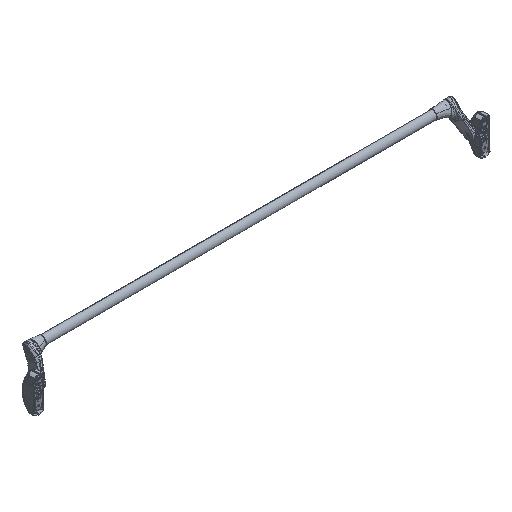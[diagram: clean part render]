
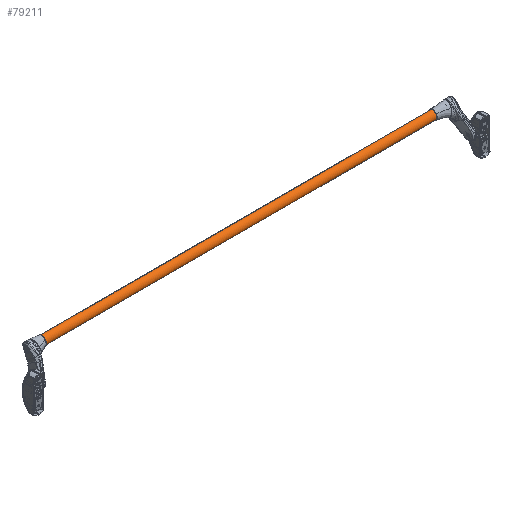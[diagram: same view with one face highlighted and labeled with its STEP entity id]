
A CAD part, isometric view. The second image highlights one B-rep face of the part: STEP entity #79211.
In plain terms, the highlighted face is a extrusion surface.
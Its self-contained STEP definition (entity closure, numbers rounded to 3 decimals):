
#78912=CARTESIAN_POINT('',(-750.,70.555,63.832));
#78938=CARTESIAN_POINT('',(-750.,87.331,88.703));
#78940=CARTESIAN_POINT('',(-750.,87.331,88.703));
#78941=CARTESIAN_POINT('',(-750.,86.793,89.065));
#78942=CARTESIAN_POINT('',(-750.,85.591,89.687));
#78943=CARTESIAN_POINT('',(-750.,83.431,90.184));
#78944=CARTESIAN_POINT('',(-750.,80.997,90.14));
#78945=CARTESIAN_POINT('',(-750.,78.422,89.505));
#78946=CARTESIAN_POINT('',(-750.,76.295,88.501));
#78947=CARTESIAN_POINT('',(-750.,74.685,87.46));
#78948=CARTESIAN_POINT('',(-750.,73.539,86.578));
#78949=CARTESIAN_POINT('',(-750.,72.469,85.613));
#78950=CARTESIAN_POINT('',(-750.,71.486,84.586));
#78951=CARTESIAN_POINT('',(-750.,70.746,83.694));
#78952=CARTESIAN_POINT('',(-750.,70.202,82.967));
#78953=CARTESIAN_POINT('',(-750.,69.821,82.42));
#78954=CARTESIAN_POINT('',(-750.,69.457,81.862));
#78955=CARTESIAN_POINT('',(-750.,68.987,81.085));
#78956=CARTESIAN_POINT('',(-750.,68.437,80.065));
#78957=CARTESIAN_POINT('',(-750.,67.852,78.769));
#78958=CARTESIAN_POINT('',(-750.,67.359,77.416));
#78959=CARTESIAN_POINT('',(-750.,66.97,76.023));
#78960=CARTESIAN_POINT('',(-750.,66.608,74.14));
#78961=CARTESIAN_POINT('',(-750.,66.474,71.791));
#78962=CARTESIAN_POINT('',(-750.,66.849,69.166));
#78963=CARTESIAN_POINT('',(-750.,67.721,66.893));
#78964=CARTESIAN_POINT('',(-750.,68.991,65.076));
#78965=CARTESIAN_POINT('',(-750.,70.018,64.194));
#78966=CARTESIAN_POINT('',(-750.,70.555,63.832));
#79024=DIRECTION('',(1.,0.,0.));
#79025=VECTOR('',#79024,1500.);
#79026=CARTESIAN_POINT('',(-750.,70.555,63.832));
#79027=LINE('',#79026,#79025);
#79028=DIRECTION('',(1.,0.,0.));
#79029=VECTOR('',#79028,1500.);
#79030=CARTESIAN_POINT('',(-750.,87.331,88.703));
#79031=LINE('',#79030,#79029);
#79032=CARTESIAN_POINT('',(750.,70.555,63.832));
#79058=CARTESIAN_POINT('',(750.,87.331,88.703));
#79060=CARTESIAN_POINT('',(750.,87.331,88.703));
#79061=CARTESIAN_POINT('',(750.,86.793,89.065));
#79062=CARTESIAN_POINT('',(750.,85.591,89.687));
#79063=CARTESIAN_POINT('',(750.,83.431,90.184));
#79064=CARTESIAN_POINT('',(750.,80.997,90.14));
#79065=CARTESIAN_POINT('',(750.,78.422,89.505));
#79066=CARTESIAN_POINT('',(750.,76.295,88.501));
#79067=CARTESIAN_POINT('',(750.,74.685,87.46));
#79068=CARTESIAN_POINT('',(750.,73.539,86.578));
#79069=CARTESIAN_POINT('',(750.,72.469,85.613));
#79070=CARTESIAN_POINT('',(750.,71.486,84.586));
#79071=CARTESIAN_POINT('',(750.,70.746,83.694));
#79072=CARTESIAN_POINT('',(750.,70.202,82.967));
#79073=CARTESIAN_POINT('',(750.,69.821,82.42));
#79074=CARTESIAN_POINT('',(750.,69.457,81.862));
#79075=CARTESIAN_POINT('',(750.,68.987,81.085));
#79076=CARTESIAN_POINT('',(750.,68.437,80.065));
#79077=CARTESIAN_POINT('',(750.,67.852,78.769));
#79078=CARTESIAN_POINT('',(750.,67.359,77.416));
#79079=CARTESIAN_POINT('',(750.,66.97,76.023));
#79080=CARTESIAN_POINT('',(750.,66.608,74.14));
#79081=CARTESIAN_POINT('',(750.,66.474,71.791));
#79082=CARTESIAN_POINT('',(750.,66.849,69.166));
#79083=CARTESIAN_POINT('',(750.,67.721,66.893));
#79084=CARTESIAN_POINT('',(750.,68.991,65.076));
#79085=CARTESIAN_POINT('',(750.,70.018,64.194));
#79086=CARTESIAN_POINT('',(750.,70.555,63.832));
#79152=VERTEX_POINT('',#78912);
#79153=VERTEX_POINT('',#78938);
#79156=VERTEX_POINT('',#79032);
#79157=VERTEX_POINT('',#79058);
#79196=CARTESIAN_POINT('',(-750.,78.943,76.267));
#79197=DIRECTION('',(1.,0.,0.));
#79198=DIRECTION('',(0.,-0.559,-0.829));
#79199=AXIS2_PLACEMENT_3D('',#79196,#79197,#79198);
#79201=DIRECTION('',(1.,0.,0.));
#79202=VECTOR('',#79201,1.);
#79203=SURFACE_OF_LINEAR_EXTRUSION('',#79200,#79202);
#79204=ORIENTED_EDGE('',*,*,#79167,.F.);
#79205=ORIENTED_EDGE('',*,*,#79191,.T.);
#79207=ORIENTED_EDGE('',*,*,#79206,.T.);
#79208=ORIENTED_EDGE('',*,*,#79187,.F.);
#79209=EDGE_LOOP('',(#79204,#79205,#79207,#79208));
#79210=FACE_OUTER_BOUND('',#79209,.F.);
#78967=B_SPLINE_CURVE_WITH_KNOTS('',3,(#78940,#78941,#78942,#78943,#78944,
#78945,#78946,#78947,#78948,#78949,#78950,#78951,#78952,#78953,#78954,#78955,
#78956,#78957,#78958,#78959,#78960,#78961,#78962,#78963,#78964,#78965,#78966),
.UNSPECIFIED.,.F.,.F.,(4,1,1,1,1,1,1,1,1,1,1,1,1,1,1,1,1,1,1,1,1,1,1,1,4),(0.,
0.063,0.125,0.188,0.25,0.313,0.344,0.375,0.406,0.438,
0.469,0.484,0.5,0.516,0.531,0.563,0.594,0.625,
0.656,0.688,0.75,0.813,0.875,0.938,1.),.UNSPECIFIED.);
#79087=B_SPLINE_CURVE_WITH_KNOTS('',3,(#79060,#79061,#79062,#79063,#79064,
#79065,#79066,#79067,#79068,#79069,#79070,#79071,#79072,#79073,#79074,#79075,
#79076,#79077,#79078,#79079,#79080,#79081,#79082,#79083,#79084,#79085,#79086),
.UNSPECIFIED.,.F.,.F.,(4,1,1,1,1,1,1,1,1,1,1,1,1,1,1,1,1,1,1,1,1,1,1,1,4),(0.,
0.063,0.125,0.188,0.25,0.313,0.344,0.375,0.406,0.438,
0.469,0.484,0.5,0.516,0.531,0.563,0.594,0.625,
0.656,0.688,0.75,0.813,0.875,0.938,1.),.UNSPECIFIED.);
#79167=EDGE_CURVE('',#79153,#79152,#78967,.T.);
#79187=EDGE_CURVE('',#79152,#79156,#79027,.T.);
#79191=EDGE_CURVE('',#79153,#79157,#79031,.T.);
#79200=ELLIPSE('',#79199,15.,11.);
#79206=EDGE_CURVE('',#79157,#79156,#79087,.T.);
#79211=ADVANCED_FACE('',(#79210),#79203,.T.);
